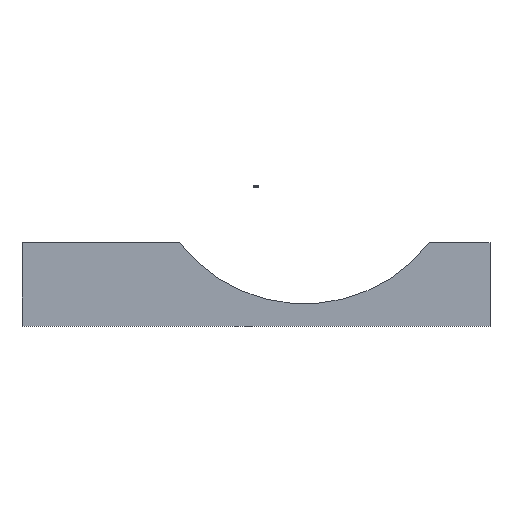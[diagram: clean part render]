
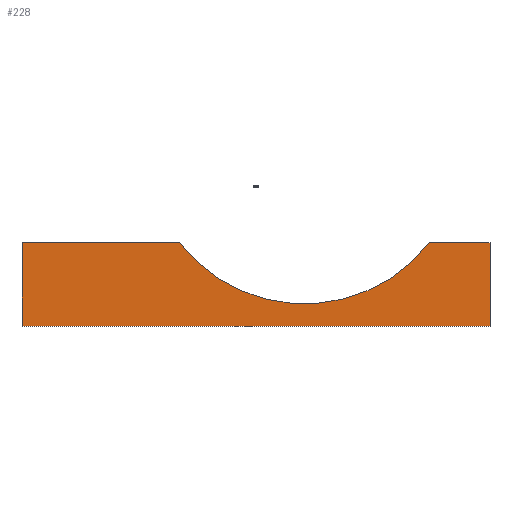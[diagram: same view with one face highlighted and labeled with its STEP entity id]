
A CAD part, top view. The second image highlights one B-rep face of the part: STEP entity #228.
In plain terms, the highlighted planar face has unit normal (0, 0, 1).
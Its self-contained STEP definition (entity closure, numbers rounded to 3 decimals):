
#42=CARTESIAN_POINT('',(86.784,-20.375,1.));
#43=VERTEX_POINT('',#42);
#50=CARTESIAN_POINT('',(86.784,-51.375,1.));
#51=VERTEX_POINT('',#50);
#52=CARTESIAN_POINT('',(86.784,-51.375,1.));
#53=DIRECTION('',(0.,1.,0.));
#54=VECTOR('',#53,31.);
#55=LINE('',#52,#54);
#56=EDGE_CURVE('',#51,#43,#55,.T.);
#80=CARTESIAN_POINT('',(64.295,-20.375,1.));
#81=VERTEX_POINT('',#80);
#88=CARTESIAN_POINT('',(86.784,-20.375,1.));
#89=DIRECTION('',(-1.,0.,0.));
#90=VECTOR('',#89,22.488);
#91=LINE('',#88,#90);
#92=EDGE_CURVE('',#43,#81,#91,.T.);
#112=CARTESIAN_POINT('',(-28.434,-20.375,1.));
#113=VERTEX_POINT('',#112);
#120=CARTESIAN_POINT('',(17.931,15.625,1.));
#121=DIRECTION('',(0.,0.,-1.));
#122=DIRECTION('',(-1.,0.,0.));
#123=AXIS2_PLACEMENT_3D('',#120,#121,#122);
#124=CIRCLE('',#123,58.7);
#125=EDGE_CURVE('',#81,#113,#124,.T.);
#144=CARTESIAN_POINT('',(-86.784,-20.375,1.));
#145=VERTEX_POINT('',#144);
#152=CARTESIAN_POINT('',(-28.434,-20.375,1.));
#153=DIRECTION('',(-1.,0.,0.));
#154=VECTOR('',#153,58.349);
#155=LINE('',#152,#154);
#156=EDGE_CURVE('',#113,#145,#155,.T.);
#175=CARTESIAN_POINT('',(-86.784,-51.375,1.));
#176=VERTEX_POINT('',#175);
#183=CARTESIAN_POINT('',(-86.784,-20.375,1.));
#184=DIRECTION('',(-0.,-1.,0.));
#185=VECTOR('',#184,31.);
#186=LINE('',#183,#185);
#187=EDGE_CURVE('',#145,#176,#186,.T.);
#205=CARTESIAN_POINT('',(-86.784,-51.375,1.));
#206=DIRECTION('',(1.,-0.,0.));
#207=VECTOR('',#206,173.567);
#208=LINE('',#205,#207);
#209=EDGE_CURVE('',#176,#51,#208,.T.);
#215=CARTESIAN_POINT('',(0.,0.,1.));
#216=DIRECTION('',(0.,0.,1.));
#217=DIRECTION('',(-1.,0.,0.));
#218=AXIS2_PLACEMENT_3D('',#215,#216,#217);
#219=PLANE('',#218);
#220=ORIENTED_EDGE('',*,*,#56,.T.);
#221=ORIENTED_EDGE('',*,*,#92,.T.);
#222=ORIENTED_EDGE('',*,*,#125,.T.);
#223=ORIENTED_EDGE('',*,*,#156,.T.);
#224=ORIENTED_EDGE('',*,*,#187,.T.);
#225=ORIENTED_EDGE('',*,*,#209,.T.);
#226=EDGE_LOOP('',(#220,#221,#222,#223,#224,#225));
#227=FACE_BOUND('',#226,.T.);
#228=ADVANCED_FACE('',(#227),#219,.T.);
